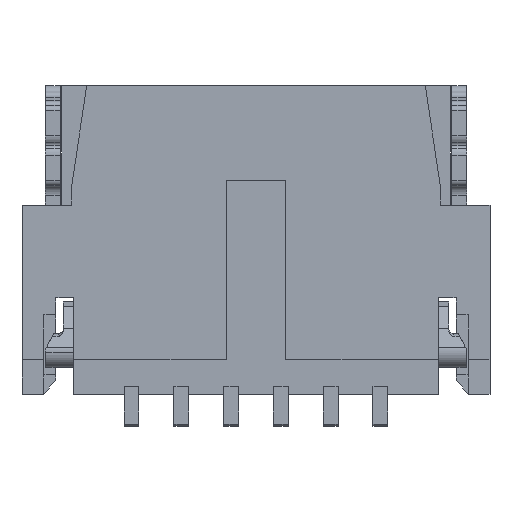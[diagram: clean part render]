
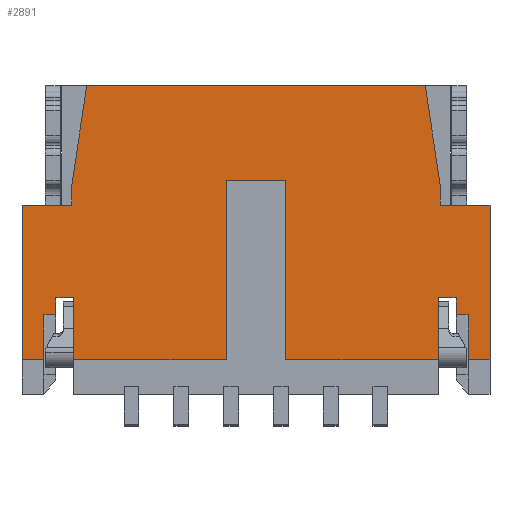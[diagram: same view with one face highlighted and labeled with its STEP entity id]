
A CAD part, front view. The second image highlights one B-rep face of the part: STEP entity #2891.
In plain terms, the highlighted planar face has unit normal (0, -1, 0).
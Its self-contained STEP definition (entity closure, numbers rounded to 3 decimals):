
#410=DIRECTION('',(0.,0.,1.));
#411=VECTOR('',#410,0.2);
#412=CARTESIAN_POINT('',(1.85,-0.98,-1.2));
#413=LINE('',#412,#411);
#414=DIRECTION('',(-1.,0.,0.));
#415=VECTOR('',#414,0.5);
#416=CARTESIAN_POINT('',(2.35,-0.98,-1.2));
#417=LINE('',#416,#415);
#418=DIRECTION('',(0.,0.,1.));
#419=VECTOR('',#418,1.55);
#420=CARTESIAN_POINT('',(2.35,-0.98,-2.75));
#421=LINE('',#420,#419);
#422=DIRECTION('',(1.,0.,0.));
#423=VECTOR('',#422,0.22);
#424=CARTESIAN_POINT('',(2.13,-0.98,-2.75));
#425=LINE('',#424,#423);
#426=DIRECTION('',(0.,0.,-1.));
#427=VECTOR('',#426,0.45);
#428=CARTESIAN_POINT('',(2.13,-0.98,-2.3));
#429=LINE('',#428,#427);
#430=DIRECTION('',(1.,0.,0.));
#431=VECTOR('',#430,0.12);
#432=CARTESIAN_POINT('',(2.01,-0.98,-2.3));
#433=LINE('',#432,#431);
#434=DIRECTION('',(0.,0.,-1.));
#435=VECTOR('',#434,0.17);
#436=CARTESIAN_POINT('',(2.01,-0.98,-2.13));
#437=LINE('',#436,#435);
#438=DIRECTION('',(1.,0.,0.));
#439=VECTOR('',#438,0.18);
#440=CARTESIAN_POINT('',(1.83,-0.98,-2.13));
#441=LINE('',#440,#439);
#442=DIRECTION('',(0.,0.,1.));
#443=VECTOR('',#442,0.62);
#444=CARTESIAN_POINT('',(1.83,-0.98,-2.75));
#445=LINE('',#444,#443);
#446=DIRECTION('',(1.,0.,0.));
#447=VECTOR('',#446,1.53);
#448=CARTESIAN_POINT('',(0.3,-0.98,-2.75));
#449=LINE('',#448,#447);
#450=DIRECTION('',(0.,0.,-1.));
#451=VECTOR('',#450,1.8);
#452=CARTESIAN_POINT('',(0.3,-0.98,-0.95));
#453=LINE('',#452,#451);
#454=DIRECTION('',(1.,0.,0.));
#455=VECTOR('',#454,0.6);
#456=CARTESIAN_POINT('',(-0.3,-0.98,-0.95));
#457=LINE('',#456,#455);
#458=DIRECTION('',(0.,0.,1.));
#459=VECTOR('',#458,1.8);
#460=CARTESIAN_POINT('',(-0.3,-0.98,-2.75));
#461=LINE('',#460,#459);
#462=DIRECTION('',(1.,0.,0.));
#463=VECTOR('',#462,1.53);
#464=CARTESIAN_POINT('',(-1.83,-0.98,-2.75));
#465=LINE('',#464,#463);
#466=DIRECTION('',(0.,0.,-1.));
#467=VECTOR('',#466,0.62);
#468=CARTESIAN_POINT('',(-1.83,-0.98,-2.13));
#469=LINE('',#468,#467);
#470=DIRECTION('',(1.,0.,0.));
#471=VECTOR('',#470,0.18);
#472=CARTESIAN_POINT('',(-2.01,-0.98,-2.13));
#473=LINE('',#472,#471);
#474=DIRECTION('',(0.,0.,1.));
#475=VECTOR('',#474,0.17);
#476=CARTESIAN_POINT('',(-2.01,-0.98,-2.3));
#477=LINE('',#476,#475);
#478=DIRECTION('',(1.,0.,0.));
#479=VECTOR('',#478,0.12);
#480=CARTESIAN_POINT('',(-2.13,-0.98,-2.3));
#481=LINE('',#480,#479);
#482=DIRECTION('',(0.,0.,1.));
#483=VECTOR('',#482,0.45);
#484=CARTESIAN_POINT('',(-2.13,-0.98,-2.75));
#485=LINE('',#484,#483);
#486=DIRECTION('',(1.,0.,0.));
#487=VECTOR('',#486,0.22);
#488=CARTESIAN_POINT('',(-2.35,-0.98,-2.75));
#489=LINE('',#488,#487);
#490=DIRECTION('',(-1.,0.,0.));
#491=VECTOR('',#490,0.5);
#492=CARTESIAN_POINT('',(-1.85,-0.98,-1.2));
#493=LINE('',#492,#491);
#494=DIRECTION('',(0.,0.,-1.));
#495=VECTOR('',#494,0.2);
#496=CARTESIAN_POINT('',(-1.85,-0.98,-1.));
#497=LINE('',#496,#495);
#498=DIRECTION('',(-0.148,0.,-0.989));
#499=VECTOR('',#498,1.011);
#500=CARTESIAN_POINT('',(-1.7,-0.98,0.));
#501=LINE('',#500,#499);
#502=DIRECTION('',(-0.148,0.,0.989));
#503=VECTOR('',#502,1.011);
#504=CARTESIAN_POINT('',(1.85,-0.98,-1.));
#505=LINE('',#504,#503);
#530=DIRECTION('',(1.,0.,0.));
#531=VECTOR('',#530,3.4);
#532=CARTESIAN_POINT('',(-1.7,-0.98,0.));
#533=LINE('',#532,#531);
#630=DIRECTION('',(0.,0.,1.));
#631=VECTOR('',#630,1.55);
#632=CARTESIAN_POINT('',(-2.35,-0.98,-2.75));
#633=LINE('',#632,#631);
#1958=CARTESIAN_POINT('',(-0.3,-0.98,-2.75));
#1959=VERTEX_POINT('',#1958);
#1960=CARTESIAN_POINT('',(0.3,-0.98,-2.75));
#1962=VERTEX_POINT('',#1960);
#1970=CARTESIAN_POINT('',(-0.3,-0.98,-0.95));
#1971=VERTEX_POINT('',#1970);
#1972=CARTESIAN_POINT('',(0.3,-0.98,-0.95));
#1973=VERTEX_POINT('',#1972);
#1978=CARTESIAN_POINT('',(-1.85,-0.98,-1.));
#1979=VERTEX_POINT('',#1978);
#1982=CARTESIAN_POINT('',(1.85,-0.98,-1.));
#1984=VERTEX_POINT('',#1982);
#2056=CARTESIAN_POINT('',(-1.83,-0.98,-2.13));
#2057=VERTEX_POINT('',#2056);
#2058=CARTESIAN_POINT('',(-2.01,-0.98,-2.13));
#2059=VERTEX_POINT('',#2058);
#2080=CARTESIAN_POINT('',(2.01,-0.98,-2.13));
#2081=VERTEX_POINT('',#2080);
#2082=CARTESIAN_POINT('',(1.83,-0.98,-2.13));
#2083=VERTEX_POINT('',#2082);
#2134=CARTESIAN_POINT('',(2.13,-0.98,-2.75));
#2135=VERTEX_POINT('',#2134);
#2136=CARTESIAN_POINT('',(2.13,-0.98,-2.3));
#2137=VERTEX_POINT('',#2136);
#2142=CARTESIAN_POINT('',(-2.13,-0.98,-2.3));
#2143=VERTEX_POINT('',#2142);
#2144=CARTESIAN_POINT('',(-2.13,-0.98,-2.75));
#2145=VERTEX_POINT('',#2144);
#2216=CARTESIAN_POINT('',(1.83,-0.98,-2.75));
#2217=VERTEX_POINT('',#2216);
#2220=CARTESIAN_POINT('',(-1.83,-0.98,-2.75));
#2221=VERTEX_POINT('',#2220);
#2224=CARTESIAN_POINT('',(2.01,-0.98,-2.3));
#2225=VERTEX_POINT('',#2224);
#2226=CARTESIAN_POINT('',(-2.01,-0.98,-2.3));
#2227=VERTEX_POINT('',#2226);
#2236=CARTESIAN_POINT('',(-1.7,-0.98,0.));
#2237=VERTEX_POINT('',#2236);
#2238=CARTESIAN_POINT('',(1.7,-0.98,0.));
#2239=VERTEX_POINT('',#2238);
#2244=CARTESIAN_POINT('',(1.85,-0.98,-1.2));
#2245=VERTEX_POINT('',#2244);
#2246=CARTESIAN_POINT('',(-1.85,-0.98,-1.2));
#2247=VERTEX_POINT('',#2246);
#2248=CARTESIAN_POINT('',(-2.35,-0.98,-1.2));
#2249=VERTEX_POINT('',#2248);
#2250=CARTESIAN_POINT('',(-2.35,-0.98,-2.75));
#2251=VERTEX_POINT('',#2250);
#2252=CARTESIAN_POINT('',(2.35,-0.98,-2.75));
#2253=VERTEX_POINT('',#2252);
#2254=CARTESIAN_POINT('',(2.35,-0.98,-1.2));
#2255=VERTEX_POINT('',#2254);
#2837=CARTESIAN_POINT('',(2.35,-0.98,0.));
#2838=DIRECTION('',(0.,1.,0.));
#2839=DIRECTION('',(0.,0.,1.));
#2840=AXIS2_PLACEMENT_3D('',#2837,#2838,#2839);
#2841=PLANE('',#2840);
#2843=ORIENTED_EDGE('',*,*,#2842,.F.);
#2845=ORIENTED_EDGE('',*,*,#2844,.F.);
#2847=ORIENTED_EDGE('',*,*,#2846,.F.);
#2849=ORIENTED_EDGE('',*,*,#2848,.F.);
#2850=ORIENTED_EDGE('',*,*,#2648,.F.);
#2852=ORIENTED_EDGE('',*,*,#2851,.F.);
#2854=ORIENTED_EDGE('',*,*,#2853,.F.);
#2855=ORIENTED_EDGE('',*,*,#2710,.F.);
#2856=ORIENTED_EDGE('',*,*,#2822,.F.);
#2858=ORIENTED_EDGE('',*,*,#2857,.F.);
#2860=ORIENTED_EDGE('',*,*,#2859,.F.);
#2862=ORIENTED_EDGE('',*,*,#2861,.F.);
#2864=ORIENTED_EDGE('',*,*,#2863,.F.);
#2866=ORIENTED_EDGE('',*,*,#2865,.F.);
#2867=ORIENTED_EDGE('',*,*,#2787,.F.);
#2868=ORIENTED_EDGE('',*,*,#2732,.F.);
#2870=ORIENTED_EDGE('',*,*,#2869,.F.);
#2872=ORIENTED_EDGE('',*,*,#2871,.F.);
#2874=ORIENTED_EDGE('',*,*,#2873,.F.);
#2876=ORIENTED_EDGE('',*,*,#2875,.F.);
#2878=ORIENTED_EDGE('',*,*,#2877,.T.);
#2880=ORIENTED_EDGE('',*,*,#2879,.F.);
#2882=ORIENTED_EDGE('',*,*,#2881,.F.);
#2884=ORIENTED_EDGE('',*,*,#2883,.F.);
#2886=ORIENTED_EDGE('',*,*,#2885,.T.);
#2888=ORIENTED_EDGE('',*,*,#2887,.F.);
#2889=EDGE_LOOP('',(#2843,#2845,#2847,#2849,#2850,#2852,#2854,#2855,#2856,#2858,
#2860,#2862,#2864,#2866,#2867,#2868,#2870,#2872,#2874,#2876,#2878,#2880,#2882,
#2884,#2886,#2888));
#2890=FACE_OUTER_BOUND('',#2889,.F.);
#2891=ADVANCED_FACE('',(#2890),#2841,.F.);
#2648=EDGE_CURVE('',#2137,#2135,#429,.T.);
#2710=EDGE_CURVE('',#2083,#2081,#441,.T.);
#2732=EDGE_CURVE('',#2059,#2057,#473,.T.);
#2787=EDGE_CURVE('',#2057,#2221,#469,.T.);
#2822=EDGE_CURVE('',#2217,#2083,#445,.T.);
#2842=EDGE_CURVE('',#2245,#1984,#413,.T.);
#2844=EDGE_CURVE('',#2255,#2245,#417,.T.);
#2846=EDGE_CURVE('',#2253,#2255,#421,.T.);
#2848=EDGE_CURVE('',#2135,#2253,#425,.T.);
#2851=EDGE_CURVE('',#2225,#2137,#433,.T.);
#2853=EDGE_CURVE('',#2081,#2225,#437,.T.);
#2857=EDGE_CURVE('',#1962,#2217,#449,.T.);
#2859=EDGE_CURVE('',#1973,#1962,#453,.T.);
#2861=EDGE_CURVE('',#1971,#1973,#457,.T.);
#2863=EDGE_CURVE('',#1959,#1971,#461,.T.);
#2865=EDGE_CURVE('',#2221,#1959,#465,.T.);
#2869=EDGE_CURVE('',#2227,#2059,#477,.T.);
#2871=EDGE_CURVE('',#2143,#2227,#481,.T.);
#2873=EDGE_CURVE('',#2145,#2143,#485,.T.);
#2875=EDGE_CURVE('',#2251,#2145,#489,.T.);
#2877=EDGE_CURVE('',#2251,#2249,#633,.T.);
#2879=EDGE_CURVE('',#2247,#2249,#493,.T.);
#2881=EDGE_CURVE('',#1979,#2247,#497,.T.);
#2883=EDGE_CURVE('',#2237,#1979,#501,.T.);
#2885=EDGE_CURVE('',#2237,#2239,#533,.T.);
#2887=EDGE_CURVE('',#1984,#2239,#505,.T.);
